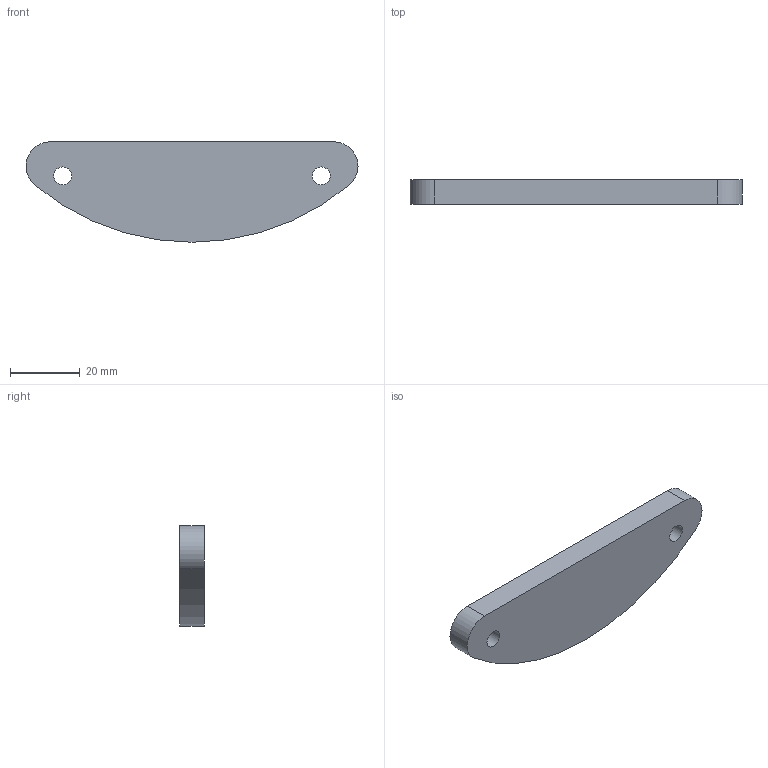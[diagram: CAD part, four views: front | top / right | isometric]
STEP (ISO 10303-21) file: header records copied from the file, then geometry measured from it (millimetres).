
FILE_DESCRIPTION(('FreeCAD Model'),'2;1');
FILE_NAME( 'Cradle7mmOffset.step', '2020-11-11T07:45:17',('Author'),(''), 'Open CASCADE STEP processor 7.3','FreeCAD','Unknown');
FILE_SCHEMA(('AUTOMOTIVE_DESIGN { 1 0 10303 214 1 1 1 1 }'));
Length unit declared in the file: millimetre
Products named in the file (1): CradleOffset
Bounding box: 94.99 x 7 x 28.74 mm (x, y, z)
Volume: 14786.1 mm3; surface area: 5939.5 mm2
Topology: 1 solids, 1 shells, 8 faces, 18 edges, 12 vertices
Faces by surface type: cylinder 5, plane 3
Full cylindrical faces by diameter (mm): 5.1 x2
Entity records: 526 total; most frequent: CARTESIAN_POINT 135, DIRECTION 72, ORIENTED_EDGE 36, PCURVE 36, DEFINITIONAL_REPRESENTATION 36, LINE 34, VECTOR 34, AXIS2_PLACEMENT_3D 19
